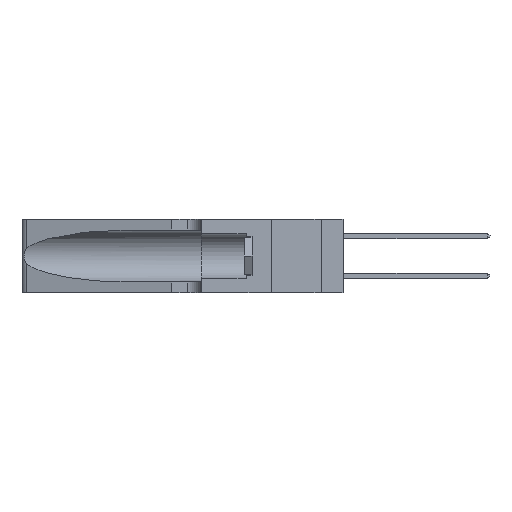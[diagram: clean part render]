
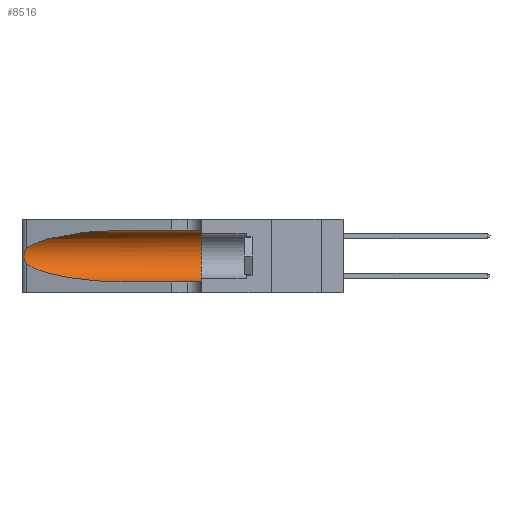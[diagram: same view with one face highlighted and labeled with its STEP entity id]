
A CAD part, left-side view. The second image highlights one B-rep face of the part: STEP entity #8516.
In plain terms, the highlighted cylindrical face has radius 3.308 mm (diameter 6.617 mm), a partial arc.
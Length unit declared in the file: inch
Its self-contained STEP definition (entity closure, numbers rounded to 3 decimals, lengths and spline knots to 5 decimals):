
#699 = CARTESIAN_POINT ( 'NONE',  ( 0.25854, 1.2359, 0.20912 ) ) ;
#1626 = CARTESIAN_POINT ( 'NONE',  ( 0.1305, 0.35, 0.185 ) ) ;
#1737 = VECTOR ( 'NONE', #25741, 39.37008 ) ;
#2342 = CARTESIAN_POINT ( 'NONE',  ( 0.1305, 0.72297, 0.05475 ) ) ;
#2588 = ORIENTED_EDGE ( 'NONE', *, *, #31697, .T. ) ;
#3710 = CARTESIAN_POINT ( 'NONE',  ( 0.1305, 0.35, 0.31525 ) ) ;
#4262 = CARTESIAN_POINT ( 'NONE',  ( 0.25487, 1.22718, 0.14631 ) ) ;
#5260 = DIRECTION ( 'NONE',  ( 0., -1., 0. ) ) ;
#5447 = CARTESIAN_POINT ( 'NONE',  ( 0.25639, 1.23184, 0.21858 ) ) ;
#6329 = CARTESIAN_POINT ( 'NONE',  ( 0.25787, 1.23484, 0.2124 ) ) ;
#6441 = CARTESIAN_POINT ( 'NONE',  ( 0.1305, 0.35, 0.05475 ) ) ;
#6889 = DIRECTION ( 'NONE',  ( 0., 0., 1. ) ) ;
#6969 = CARTESIAN_POINT ( 'NONE',  ( 0.25856, 1.23593, 0.16098 ) ) ;
#7171 = CARTESIAN_POINT ( 'NONE',  ( 0.1305, 1.61858, 0.185 ) ) ;
#7662 = EDGE_CURVE ( 'NONE', #9548, #19491, #16184, .T. ) ;
#7797 = ORIENTED_EDGE ( 'NONE', *, *, #25722, .F. ) ;
#7905 = CARTESIAN_POINT ( 'NONE',  ( 0.18966, 0.96281, 0.31525 ) ) ;
#8516 = ADVANCED_FACE ( 'NONE', ( #14967 ), #10341, .F. ) ;
#9020 = LINE ( 'NONE', #19063, #19750 ) ;
#9253 = CARTESIAN_POINT ( 'NONE',  ( 0.2373, 1.15595, 0.08982 ) ) ;
#9548 = VERTEX_POINT ( 'NONE', #3710 ) ;
#9577 = CARTESIAN_POINT ( 'NONE',  ( 0.25789, 1.23486, 0.15765 ) ) ;
#10341 = CYLINDRICAL_SURFACE ( 'NONE', #16856, 0.13025 ) ;
#11016 = CARTESIAN_POINT ( 'NONE',  ( 0.26018, 1.23835, 0.19895 ) ) ;
#11710 = CARTESIAN_POINT ( 'NONE',  ( 0.18966, 0.96281, 0.05475 ) ) ;
#11887 = B_SPLINE_CURVE_WITH_KNOTS ( 'NONE', 3,
 ( #25052, #20225, #5447, #6329, #699, #11016, #11960, #12791, #13310, #6969, #9577, #14499, #12236, #19576 ),
 .UNSPECIFIED., .F., .F.,
 ( 4, 2, 2, 2, 2, 2, 4 ),
 ( 0., 0.00027, 0.00053, 0.00107, 0.0016, 0.00187, 0.00214 ),
 .UNSPECIFIED. ) ;
#11960 = CARTESIAN_POINT ( 'NONE',  ( 0.26075, 1.23896, 0.19203 ) ) ;
#12236 = CARTESIAN_POINT ( 'NONE',  ( 0.25555, 1.22993, 0.14849 ) ) ;
#12374 = DIRECTION ( 'NONE',  ( 0., -1., 0. ) ) ;
#12544 = CARTESIAN_POINT ( 'NONE',  ( 0.1305, 1.61858, 0.05475 ) ) ;
#12791 = CARTESIAN_POINT ( 'NONE',  ( 0.26075, 1.23896, 0.178 ) ) ;
#13086 = CARTESIAN_POINT ( 'NONE',  ( 0.25487, 1.22718, 0.22369 ) ) ;
#13310 = CARTESIAN_POINT ( 'NONE',  ( 0.26017, 1.23833, 0.17102 ) ) ;
#14321 = CARTESIAN_POINT ( 'NONE',  ( 0.1305, 0.72297, 0.31525 ) ) ;
#14499 = CARTESIAN_POINT ( 'NONE',  ( 0.25639, 1.23186, 0.15144 ) ) ;
#14967 = FACE_OUTER_BOUND ( 'NONE', #19017, .T. ) ;
#15980 = ORIENTED_EDGE ( 'NONE', *, *, #22786, .T. ) ;
#16184 = CIRCLE ( 'NONE', #21429, 0.13025 ) ;
#16856 = AXIS2_PLACEMENT_3D ( 'NONE', #7171, #5260, #21512 ) ;
#16950 = EDGE_CURVE ( 'NONE', #28668, #22126, #11887, .T. ) ;
#17492 = CARTESIAN_POINT ( 'NONE',  ( 0.1305, 0.72297, 0.31525 ) ) ;
#17893 = CARTESIAN_POINT ( 'NONE',  ( 0.2373, 1.15595, 0.28018 ) ) ;
#19017 = EDGE_LOOP ( 'NONE', ( #15980, #31328, #2588, #23049, #30677, #7797 ) ) ;
#19063 = CARTESIAN_POINT ( 'NONE',  ( 0.1305, 1.61858, 0.31525 ) ) ;
#19491 = VERTEX_POINT ( 'NONE', #6441 ) ;
#19576 = CARTESIAN_POINT ( 'NONE',  ( 0.25487, 1.22718, 0.14631 ) ) ;
#19750 = VECTOR ( 'NONE', #12374, 39.37008 ) ;
#20225 = CARTESIAN_POINT ( 'NONE',  ( 0.25555, 1.22994, 0.2215 ) ) ;
#21429 = AXIS2_PLACEMENT_3D ( 'NONE', #1626, #26483, #6889 ) ;
#21512 = DIRECTION ( 'NONE',  ( 0., 0., -1. ) ) ;
#22018 = CARTESIAN_POINT ( 'NONE',  ( 0.25487, 1.22718, 0.22369 ) ) ;
#22126 = VERTEX_POINT ( 'NONE', #30178 ) ;
#22786 = EDGE_CURVE ( 'NONE', #31025, #28668, #26680, .T. ) ;
#23049 = ORIENTED_EDGE ( 'NONE', *, *, #26637, .T. ) ;
#25052 = CARTESIAN_POINT ( 'NONE',  ( 0.25487, 1.22718, 0.22369 ) ) ;
#25722 = EDGE_CURVE ( 'NONE', #31025, #9548, #9020, .T. ) ;
#25741 = DIRECTION ( 'NONE',  ( 0., -1., 0. ) ) ;
#25746 = VERTEX_POINT ( 'NONE', #30317 ) ;
#26483 = DIRECTION ( 'NONE',  ( 0., 1., 0. ) ) ;
#26637 = EDGE_CURVE ( 'NONE', #25746, #19491, #27479, .T. ) ;
#26680 =( BOUNDED_CURVE ( )  B_SPLINE_CURVE ( 3, ( #17492, #7905, #17893, #13086 ),
 .UNSPECIFIED., .F., .F. ) 
 B_SPLINE_CURVE_WITH_KNOTS ( ( 4, 4 ),
 ( 1.5708, 2.84003 ),
 .UNSPECIFIED. ) 
 CURVE ( )  GEOMETRIC_REPRESENTATION_ITEM ( )  RATIONAL_B_SPLINE_CURVE ( ( 1., 0.87, 0.87, 1. ) ) 
 REPRESENTATION_ITEM ( '' )  );
#27479 = LINE ( 'NONE', #12544, #1737 ) ;
#28626 =( BOUNDED_CURVE ( )  B_SPLINE_CURVE ( 3, ( #4262, #9253, #11710, #2342 ),
 .UNSPECIFIED., .F., .F. ) 
 B_SPLINE_CURVE_WITH_KNOTS ( ( 4, 4 ),
 ( 3.44316, 4.71239 ),
 .UNSPECIFIED. ) 
 CURVE ( )  GEOMETRIC_REPRESENTATION_ITEM ( )  RATIONAL_B_SPLINE_CURVE ( ( 1., 0.87, 0.87, 1. ) ) 
 REPRESENTATION_ITEM ( '' )  );
#28668 = VERTEX_POINT ( 'NONE', #22018 ) ;
#30178 = CARTESIAN_POINT ( 'NONE',  ( 0.25487, 1.22718, 0.14631 ) ) ;
#30317 = CARTESIAN_POINT ( 'NONE',  ( 0.1305, 0.72297, 0.05475 ) ) ;
#30677 = ORIENTED_EDGE ( 'NONE', *, *, #7662, .F. ) ;
#31025 = VERTEX_POINT ( 'NONE', #14321 ) ;
#31328 = ORIENTED_EDGE ( 'NONE', *, *, #16950, .T. ) ;
#31697 = EDGE_CURVE ( 'NONE', #22126, #25746, #28626, .T. ) ;
